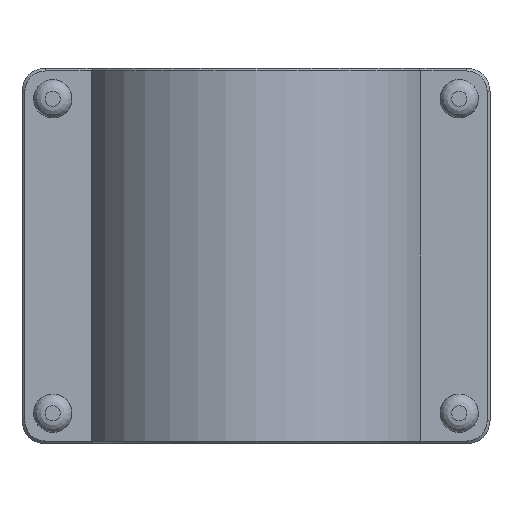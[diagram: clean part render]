
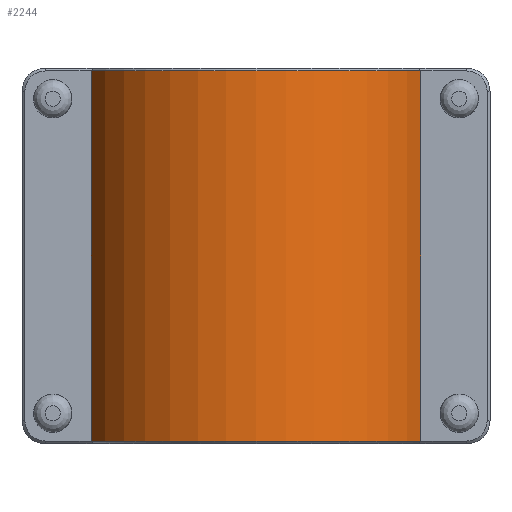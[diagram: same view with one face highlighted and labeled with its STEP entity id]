
A CAD part, front view. The second image highlights one B-rep face of the part: STEP entity #2244.
In plain terms, the highlighted cylindrical face has radius 46.875 mm (diameter 93.75 mm), a partial arc.
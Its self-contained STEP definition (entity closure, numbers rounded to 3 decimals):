
#294=FACE_OUTER_BOUND('',#458,.T.);
#458=EDGE_LOOP('',(#1877,#1878,#1879,#1880));
#657=LINE('',#3838,#845);
#658=LINE('',#3840,#846);
#845=VECTOR('',#2967,96.5);
#846=VECTOR('',#2970,96.5);
#963=CIRCLE('',#2431,46.875);
#964=CIRCLE('',#2434,46.875);
#1132=VERTEX_POINT('',#3778);
#1133=VERTEX_POINT('',#3783);
#1134=VERTEX_POINT('',#3790);
#1136=VERTEX_POINT('',#3799);
#1390=EDGE_CURVE('',#1132,#1133,#963,.T.);
#1396=EDGE_CURVE('',#1136,#1134,#964,.T.);
#1413=EDGE_CURVE('',#1132,#1134,#657,.T.);
#1414=EDGE_CURVE('',#1133,#1136,#658,.T.);
#1877=ORIENTED_EDGE('',*,*,#1390,.F.);
#1878=ORIENTED_EDGE('',*,*,#1413,.T.);
#1879=ORIENTED_EDGE('',*,*,#1396,.F.);
#1880=ORIENTED_EDGE('',*,*,#1414,.F.);
#2142=CYLINDRICAL_SURFACE('',#2449,46.875);
#2244=ADVANCED_FACE('',(#294),#2142,.T.);
#2431=AXIS2_PLACEMENT_3D('',#3784,#2917,#2918);
#2434=AXIS2_PLACEMENT_3D('',#3804,#2925,#2926);
#2449=AXIS2_PLACEMENT_3D('',#3839,#2968,#2969);
#2917=DIRECTION('center_axis',(0.,0.,-1.));
#2918=DIRECTION('ref_axis',(1.,0.,0.));
#2925=DIRECTION('center_axis',(0.,0.,1.));
#2926=DIRECTION('ref_axis',(1.,0.,0.));
#2967=DIRECTION('',(0.,0.,1.));
#2968=DIRECTION('center_axis',(0.,0.,1.));
#2969=DIRECTION('ref_axis',(1.,0.,0.));
#2970=DIRECTION('',(0.,0.,1.));
#3778=CARTESIAN_POINT('',(42.962,-18.75,-48.25));
#3783=CARTESIAN_POINT('',(-42.962,-18.75,-48.25));
#3784=CARTESIAN_POINT('Origin',(0.,0.,-48.25));
#3790=CARTESIAN_POINT('',(42.962,-18.75,48.25));
#3799=CARTESIAN_POINT('',(-42.962,-18.75,48.25));
#3804=CARTESIAN_POINT('Origin',(0.,0.,48.25));
#3838=CARTESIAN_POINT('',(42.962,-18.75,0.));
#3839=CARTESIAN_POINT('Origin',(0.,0.,0.));
#3840=CARTESIAN_POINT('',(-42.962,-18.75,0.));
